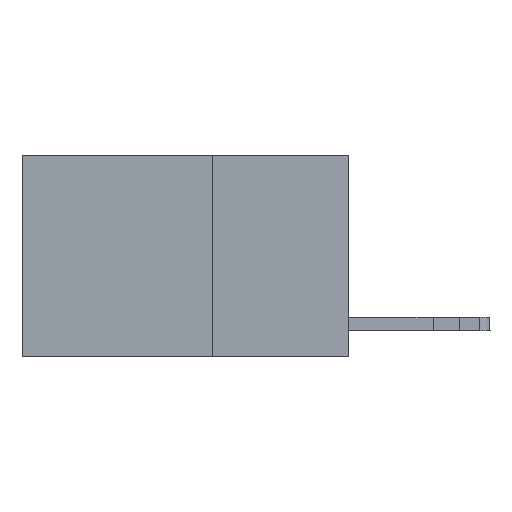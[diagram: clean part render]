
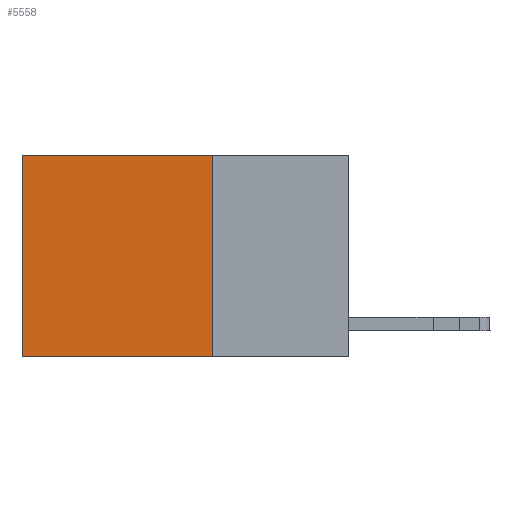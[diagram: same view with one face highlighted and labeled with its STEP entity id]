
A CAD part, left-side view. The second image highlights one B-rep face of the part: STEP entity #5558.
In plain terms, the highlighted planar face has unit normal (-1, 0, 0).
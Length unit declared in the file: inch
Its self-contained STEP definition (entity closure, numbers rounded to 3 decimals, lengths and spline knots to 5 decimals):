
#327 = AXIS2_PLACEMENT_3D ( 'NONE', #3293, #1186, #8341 ) ;
#754 = DIRECTION ( 'NONE',  ( 0., 1., 0. ) ) ;
#1186 = DIRECTION ( 'NONE',  ( 1., 0., 0. ) ) ;
#1505 = ORIENTED_EDGE ( 'NONE', *, *, #6419, .T. ) ;
#1809 = CARTESIAN_POINT ( 'NONE',  ( 0.2625, 0.25, -0.37 ) ) ;
#1958 = VECTOR ( 'NONE', #9629, 39.37008 ) ;
#1973 = CARTESIAN_POINT ( 'NONE',  ( 0.2625, 0.25, -0.37 ) ) ;
#2007 = VERTEX_POINT ( 'NONE', #1973 ) ;
#2292 = LINE ( 'NONE', #3638, #1958 ) ;
#2364 = VERTEX_POINT ( 'NONE', #5569 ) ;
#2619 = EDGE_CURVE ( 'NONE', #2364, #2007, #12747, .T. ) ;
#3293 = CARTESIAN_POINT ( 'NONE',  ( 0.2625, 0.25, 0. ) ) ;
#3533 = CARTESIAN_POINT ( 'NONE',  ( 0.2625, 0.6, -0.37 ) ) ;
#3638 = CARTESIAN_POINT ( 'NONE',  ( 0.2625, 0.6, 0. ) ) ;
#3919 = DIRECTION ( 'NONE',  ( 0., 0., -1. ) ) ;
#4504 = VECTOR ( 'NONE', #754, 39.37008 ) ;
#4679 = CARTESIAN_POINT ( 'NONE',  ( 0.2625, 0.25, 0. ) ) ;
#5068 = LINE ( 'NONE', #4679, #5690 ) ;
#5087 = FACE_OUTER_BOUND ( 'NONE', #10104, .T. ) ;
#5558 = ADVANCED_FACE ( 'NONE', ( #5087 ), #11290, .F. ) ;
#5569 = CARTESIAN_POINT ( 'NONE',  ( 0.2625, 0.25, 0. ) ) ;
#5690 = VECTOR ( 'NONE', #11601, 39.37008 ) ;
#6303 = ORIENTED_EDGE ( 'NONE', *, *, #2619, .F. ) ;
#6419 = EDGE_CURVE ( 'NONE', #2364, #12278, #5068, .T. ) ;
#6422 = EDGE_CURVE ( 'NONE', #12278, #6976, #2292, .T. ) ;
#6648 = CARTESIAN_POINT ( 'NONE',  ( 0.2625, 0.6, 0. ) ) ;
#6976 = VERTEX_POINT ( 'NONE', #3533 ) ;
#7171 = VECTOR ( 'NONE', #3919, 39.37008 ) ;
#7253 = ORIENTED_EDGE ( 'NONE', *, *, #6422, .T. ) ;
#8341 = DIRECTION ( 'NONE',  ( 0., 0., -1. ) ) ;
#9629 = DIRECTION ( 'NONE',  ( 0., 0., -1. ) ) ;
#10104 = EDGE_LOOP ( 'NONE', ( #7253, #10174, #6303, #1505 ) ) ;
#10174 = ORIENTED_EDGE ( 'NONE', *, *, #12498, .F. ) ;
#10906 = CARTESIAN_POINT ( 'NONE',  ( 0.2625, 0.25, 0. ) ) ;
#11290 = PLANE ( 'NONE',  #327 ) ;
#11601 = DIRECTION ( 'NONE',  ( 0., 1., 0. ) ) ;
#12278 = VERTEX_POINT ( 'NONE', #6648 ) ;
#12411 = LINE ( 'NONE', #1809, #4504 ) ;
#12498 = EDGE_CURVE ( 'NONE', #2007, #6976, #12411, .T. ) ;
#12747 = LINE ( 'NONE', #10906, #7171 ) ;
